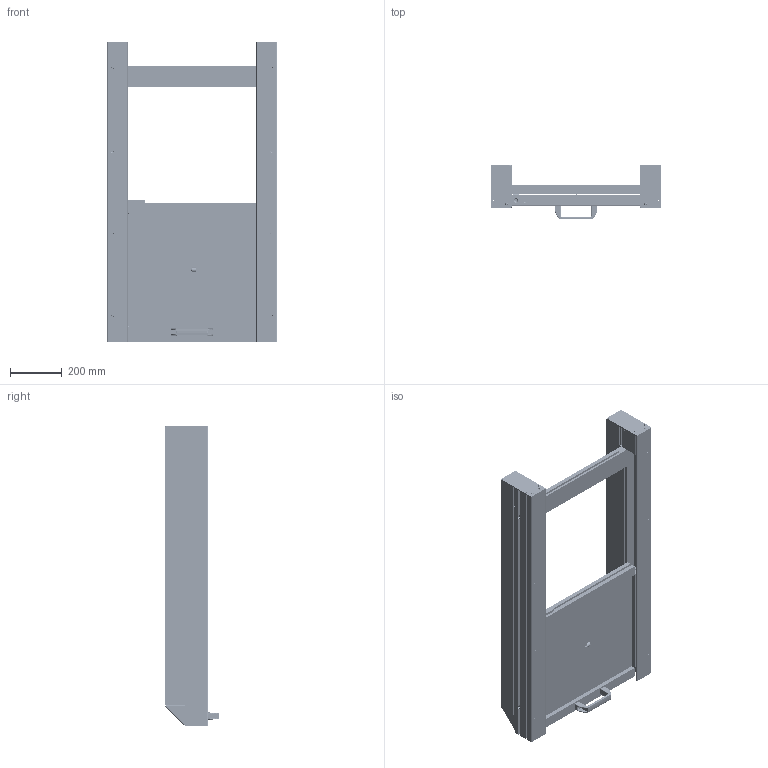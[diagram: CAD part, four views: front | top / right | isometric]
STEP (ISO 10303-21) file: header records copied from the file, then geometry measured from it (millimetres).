
FILE_DESCRIPTION(('STEP AP214'),'1');
FILE_NAME('SAFE08E6557.stp','2025-12-08T10:55:36',(' '),(' '),'Spatial InterOp 3D',' ',' ');
FILE_SCHEMA(('AUTOMOTIVE_DESIGN { 1 0 10303 214 1 1 1 1 }'));
Length unit declared in the file: millimetre
Products named in the file (112): Kit poignée PA 160; Vis CHC - M6x40; Ecrou hexagonal M6; Poignée PA 160; Porte guillotine - Ouverture H450x500 haute hauteur seuil 542 - Montage avant; PanneauCompletEnRainure; Profil U; Polycarbonate ep 5mm; Fixation universelle 8 40 Zn; Écrou 8 St M8; Vis BHC - M8x30; Noix Universelle 8 D20; Porte guillotine h (version de base) <2190>; Kit Equerre 8 80x80x80 Zn; Cache Cache 8 80x80x80 Zn noir; Kit de fixation; Vis BHC - M8x18; Écrou 8 St M8 rainuré; Vis BHC - M8x16; Equerre 8 80x80x80 Zn; Vis BHC - M5x14; Écrou 8 St M5 rainuré; Porte guillotine - Support axe pignon; Rondelle M 8; Vis CHC - M8x30; Porte guillotine - Axe pignon; Porte guillotine - Pignon avec roulement; Pignon A6B 23 dents; Roulement 6201-2Z_C3; Rondelle Z 6; Vis CHC - M6x20; Attache rapide; Ecrou à oeil M6; chaine simplifiée; Porte guillotine - Kit contrepoids; Rondelle Z 4; Ecrou hexagonal M4; Tige filetée M4 x 1000mm Acier Zingué; Vis CHC - M4x20; Porte guillotine - Guide contrepoids ...
Assembly tree (241 placements, depth 6):
  Porte guillotine - Ouverture H450x500 haute hauteur seuil 542 - Montage avant
    Kit poignée PA 160
      Vis CHC - M6x40  x2
      Ecrou hexagonal M6  x2
      Poignée PA 160
    PanneauCompletEnRainure
      Profil U  x2
      Profil U  x2
      Polycarbonate ep 5mm
    PanneauCompletEnRainure
      Profil U  x2
      Profil U  x2
      Polycarbonate ep 5mm
    Porte guillotine h (version de base) <2190>
      Fixation universelle 8 40 Zn  x6
        Écrou 8 St M8
        Vis BHC - M8x30
        Noix Universelle 8 D20
      Kit Equerre 8 80x80x80 Zn  x2
        Cache Cache 8 80x80x80 Zn noir
        Kit de fixation
          Vis BHC - M8x18
          Écrou 8 St M8 rainuré
        Vis BHC - M8x16
        Equerre 8 80x80x80 Zn
      Kit de fixation  x12
        Vis BHC - M5x14
        Écrou 8 St M5 rainuré
      Porte guillotine - Support axe pignon  x2
      Kit de fixation  x2
        Vis BHC - M5x14
        Écrou 8 St M5 rainuré
      Kit de fixation  x2
        Rondelle M 8
        Vis CHC - M8x30
        Écrou 8 St M8
      Porte guillotine - Axe pignon  x2
      Porte guillotine - Pignon avec roulement  x2
        Pignon A6B 23 dents
        Roulement 6201-2Z_C3
      Rondelle Z 6  x2
      Vis CHC - M6x20  x2
      Attache rapide  x3
      Ecrou à oeil M6  x2
      chaine simplifiée  x2
      Porte guillotine - Kit contrepoids  x2
        Rondelle Z 4
        Ecrou hexagonal M4
        Tige filetée M4 x 1000mm Acier Zingué
        Vis CHC - M4x20
        Porte guillotine - Guide contrepoids
        Porte guillotine - Appui contrepoids
        Porte guillotine - Contrepoids
      Kit de fixation  x4
        Vis CHC - M6x45
        Écrou 8 St M6
      Vis BHC - M6x16  x4
      Fixation auto double  x2
        Douille autotaraudeuse 8
      Porte guillotine - Embout supérieur  x2
Bounding box: 660 x 211.43 x 1167.8 mm (x, y, z)
Volume: 20665424.3 mm3; surface area: 6320837.2 mm2
Topology: 335 solids, 337 shells, 6448 faces, 16373 edges, 10637 vertices
Faces by surface type: plane 4312, cylinder 1630, cone 242, bspline 114, sphere 100, torus 50
Full cylindrical faces by diameter (mm): 2.3 x18, 3 x2, 3.3 x40, 3.5 x4, 3.7 x4, 4 x78, 4.2 x24, 4.3 x24, 4.5 x48, 4.917 x2, 5 x58, 5.5 x24, 6 x40, 6.2 x10, 6.4 x22, 6.5 x20, 6.6 x12, 6.7 x2, 6.78 x18, 6.8 x40, 7 x10, 7.9 x2, 8 x116, 8.2 x8, 8.4 x4, 8.5 x10, 9 x12, 9.43 x8, 10 x10, 10.1 x2
Entity records: 125082 total; most frequent: CARTESIAN_POINT 19131, DIRECTION 12140, ORIENTED_EDGE 11994, EDGE_CURVE 5997, AXIS2_PLACEMENT_3D 4209, VERTEX_POINT 4106, PROPERTY_DEFINITION_REPRESENTATION 4089, GENERAL_PROPERTY_ASSOCIATION 4089
